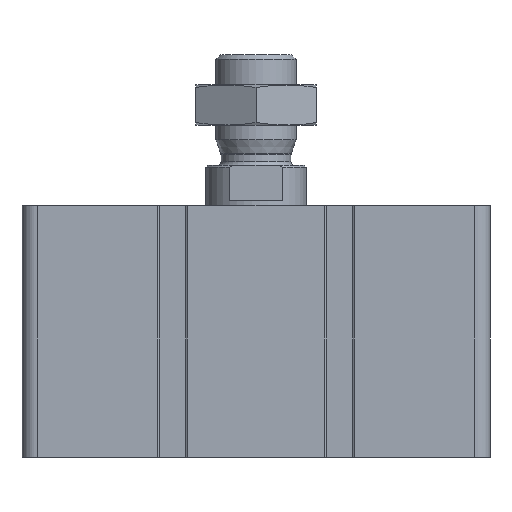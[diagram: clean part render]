
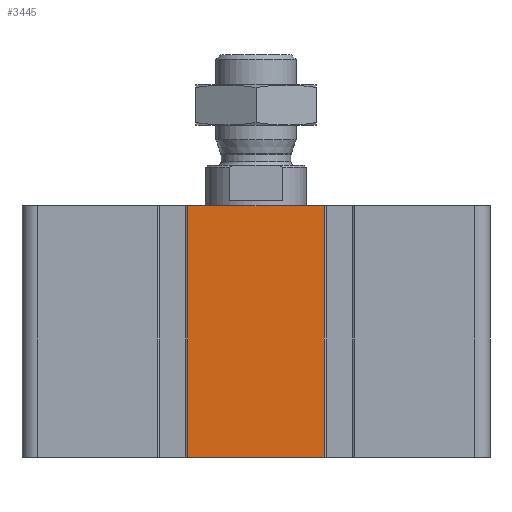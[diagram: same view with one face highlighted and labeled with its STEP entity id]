
A CAD part, front view. The second image highlights one B-rep face of the part: STEP entity #3445.
In plain terms, the highlighted planar face has unit normal (0, -1, 0).
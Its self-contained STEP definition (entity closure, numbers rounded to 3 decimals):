
#439=ORIENTED_EDGE('',*,*,#1426,.F.);
#440=ORIENTED_EDGE('',*,*,#1425,.F.);
#441=ORIENTED_EDGE('',*,*,#1427,.T.);
#442=ORIENTED_EDGE('',*,*,#1428,.T.);
#1425=EDGE_CURVE('',#1910,#1909,#2263,.T.);
#1426=EDGE_CURVE('',#1909,#1911,#2264,.T.);
#1427=EDGE_CURVE('',#1910,#1912,#2265,.T.);
#1428=EDGE_CURVE('',#1912,#1911,#2266,.T.);
#1909=VERTEX_POINT('',#5306);
#1910=VERTEX_POINT('',#5308);
#1911=VERTEX_POINT('',#5312);
#1912=VERTEX_POINT('',#5314);
#2263=LINE('',#5309,#2545);
#2264=LINE('',#5311,#2546);
#2265=LINE('',#5313,#2547);
#2266=LINE('',#5315,#2548);
#2545=VECTOR('',#4196,1000.);
#2546=VECTOR('',#4199,1000.);
#2547=VECTOR('',#4200,1000.);
#2548=VECTOR('',#4201,1000.);
#2809=EDGE_LOOP('',(#439,#440,#441,#442));
#3079=FACE_BOUND('',#2809,.T.);
#3340=PLANE('',#3708);
#3445=ADVANCED_FACE('',(#3079),#3340,.T.);
#3708=AXIS2_PLACEMENT_3D('',#5310,#4197,#4198);
#4196=DIRECTION('',(0.,0.,1.));
#4197=DIRECTION('',(0.,-1.,0.));
#4198=DIRECTION('',(0.,0.,-1.));
#4199=DIRECTION('',(1.,0.,0.));
#4200=DIRECTION('',(1.,0.,0.));
#4201=DIRECTION('',(0.,0.,1.));
#5306=CARTESIAN_POINT('',(-13.6,-46.5,0.));
#5308=CARTESIAN_POINT('',(-13.6,-46.5,-50.));
#5309=CARTESIAN_POINT('',(-13.6,-46.5,-50.));
#5310=CARTESIAN_POINT('',(-13.6,-46.5,-50.));
#5311=CARTESIAN_POINT('',(-13.6,-46.5,0.));
#5312=CARTESIAN_POINT('',(13.6,-46.5,0.));
#5313=CARTESIAN_POINT('',(-13.6,-46.5,-50.));
#5314=CARTESIAN_POINT('',(13.6,-46.5,-50.));
#5315=CARTESIAN_POINT('',(13.6,-46.5,-50.));
